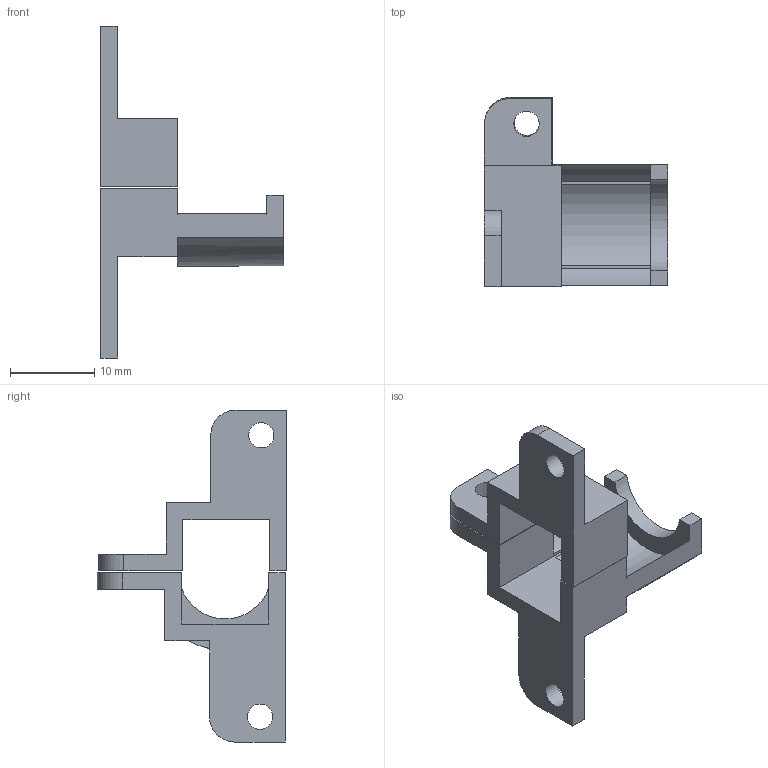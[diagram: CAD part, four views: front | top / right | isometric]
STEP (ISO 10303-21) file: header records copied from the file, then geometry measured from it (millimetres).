
FILE_DESCRIPTION(/* description */ (''),/* implementation_level */ '2;1');
FILE_NAME(/* name */ 'koszyk_na_silnik v2.step',/* time_stamp */ '2022-04-09T14:57:52+02:00',/* author */ (''),/* organization */ (''),/* preprocessor_version */ 'ST-DEVELOPER v18.1',/* originating_system */ 'Autodesk Translation Framework v10.14.0.1471',/* authorisation */ '');
FILE_SCHEMA (('AUTOMOTIVE_DESIGN { 1 0 10303 214 3 1 1 }'));
Length unit declared in the file: millimetre
Products named in the file (5): koszyk_na_silnik; Koszyk_na_silnik_2; koszyk_1(Mirror); Koszyk_na_silnik_1; koszyk_1
Assembly tree (4 placements, depth 3):
  koszyk_na_silnik
    Koszyk_na_silnik_2
      koszyk_1(Mirror)
    Koszyk_na_silnik_1
      koszyk_1
Bounding box: 21.75 x 22.44 x 39.4 mm (x, y, z)
Volume: 1957.5 mm3; surface area: 2686.4 mm2
Topology: 2 solids, 2 shells, 54 faces, 148 edges, 98 vertices
Faces by surface type: plane 41, cylinder 13
Full cylindrical faces by diameter (mm): 3 x4
Entity records: 1845 total; most frequent: CARTESIAN_POINT 309, DIRECTION 302, ORIENTED_EDGE 296, EDGE_CURVE 148, LINE 120, VECTOR 120, VERTEX_POINT 98, AXIS2_PLACEMENT_3D 91
